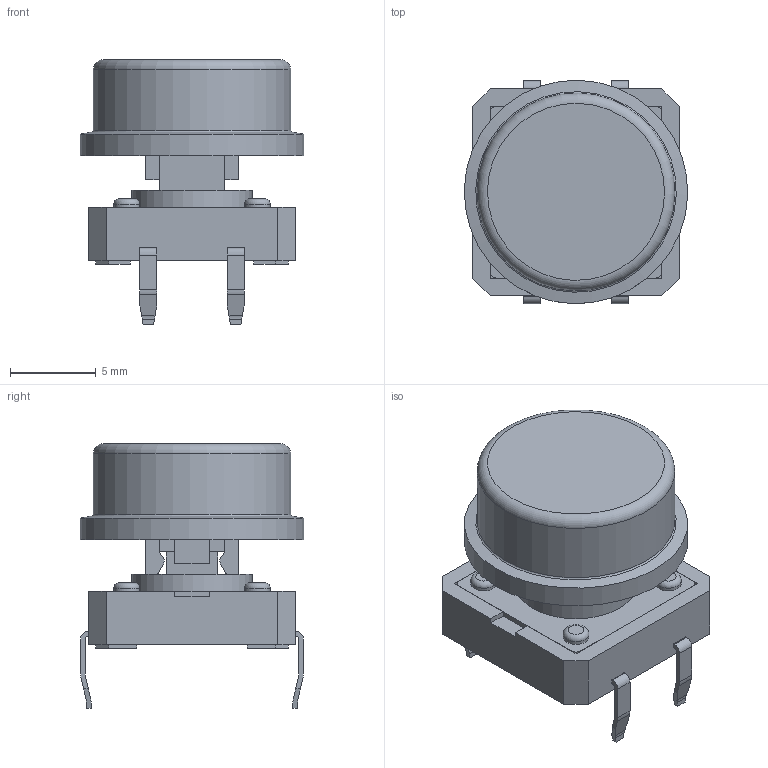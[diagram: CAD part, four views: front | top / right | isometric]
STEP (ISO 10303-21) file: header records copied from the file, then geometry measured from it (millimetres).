
FILE_DESCRIPTION(/* description */ (''),/* implementation_level */ '2;1');
FILE_NAME(/* name */ 'OEM+CUP B3F-4055.step',/* time_stamp */ '2024-03-03T06:02:31-03:00',/* author */ (''),/* organization */ (''),/* preprocessor_version */ 'ST-DEVELOPER v20',/* originating_system */ 'Autodesk Translation Framework v12.20.1.177',/* authorisation */ '');
FILE_SCHEMA (('AUTOMOTIVE_DESIGN { 1 0 10303 214 3 1 1 }'));
Length unit declared in the file: millimetre
Products named in the file (2): (Sin guardar); Componente1
Assembly tree (1 placements, depth 2):
  (Sin guardar)
    Componente1
Bounding box: 13 x 13 x 15.4 mm (x, y, z)
Volume: 766.8 mm3; surface area: 2107.5 mm2
Topology: 7 solids, 7 shells, 362 faces, 934 edges, 604 vertices
Faces by surface type: plane 244, cylinder 89, torus 12, sphere 10, cone 6, bspline 1
Full cylindrical faces by diameter (mm): 1 x5, 1.5 x4, 1.6 x1, 2 x1, 5.5 x1, 7 x1, 7.1 x1, 10 x1, 11.5 x1, 13 x1
Entity records: 11000 total; most frequent: CARTESIAN_POINT 1919, DIRECTION 1881, ORIENTED_EDGE 1848, EDGE_CURVE 924, LINE 695, VECTOR 695, VERTEX_POINT 604, AXIS2_PLACEMENT_3D 593
